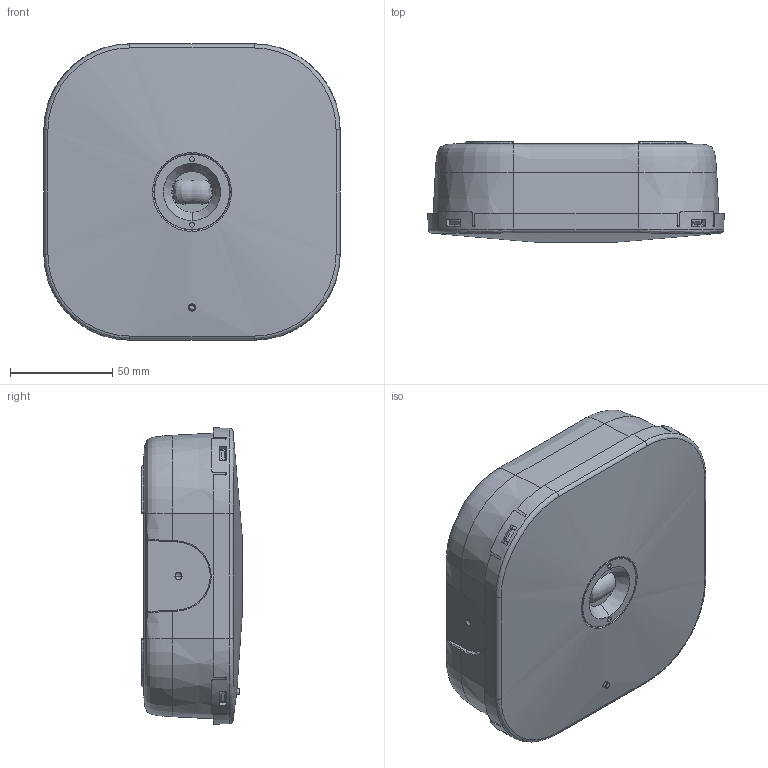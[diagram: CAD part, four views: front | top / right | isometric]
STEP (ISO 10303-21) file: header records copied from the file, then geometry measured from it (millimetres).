
FILE_DESCRIPTION((''),'2;1');
FILE_NAME('ANSELL_SM_ASM','2025-09-16T09:39:18',('chuncheng.yin'),(''),'CREO PARAMETRIC BY PTC INC, 2024401','CREO PARAMETRIC BY PTC INC, 2024401','');
FILE_SCHEMA(('CONFIG_CONTROL_DESIGN'));
Length unit declared in the file: millimetre
Products named in the file (1): ANSELL_SM_ASM
Bounding box: 145.03 x 49.2 x 145.03 mm (x, y, z)
Volume: 770362.6 mm3; surface area: 124587.7 mm2
Topology: 1 solids, 30 shells, 662 faces, 1686 edges, 1085 vertices
Faces by surface type: plane 262, cone 156, cylinder 124, bspline 66, torus 22, extrusion 18, revolution 8, sphere 6
Entity records: 26343 total; most frequent: CARTESIAN_POINT 11548, ORIENTED_EDGE 3360, DIRECTION 2584, EDGE_CURVE 1680, VERTEX_POINT 1085, AXIS2_PLACEMENT_3D 984, B_SPLINE_CURVE_WITH_KNOTS 702, EDGE_LOOP 695
